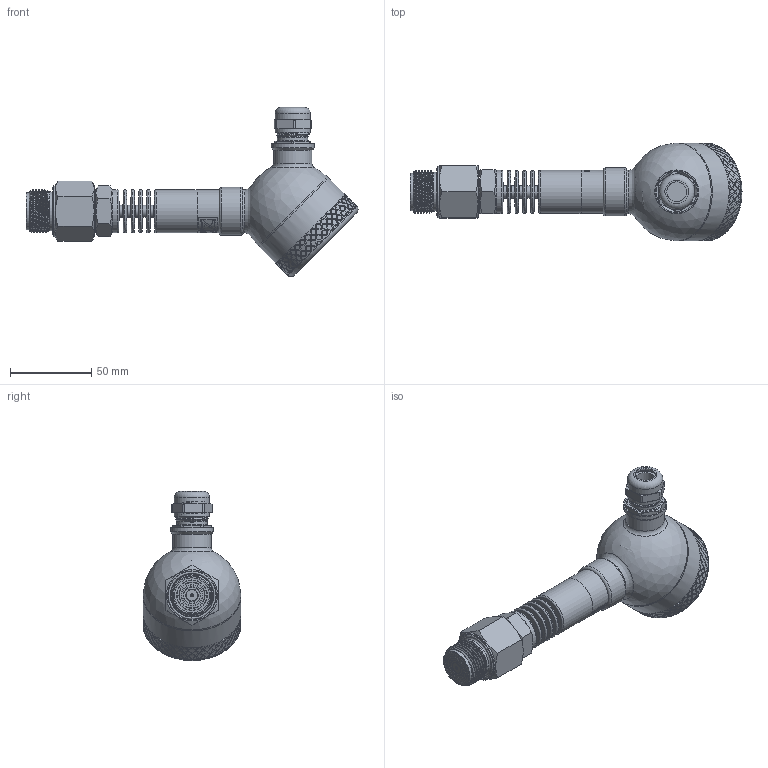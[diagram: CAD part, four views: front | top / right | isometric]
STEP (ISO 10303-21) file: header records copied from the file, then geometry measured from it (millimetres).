
FILE_DESCRIPTION(/* description */ (''),/* implementation_level */ '2;1');
FILE_NAME(/* name */ 'APZ3420mFH_G3''4DIN-flush_radiator_1.step',/* time_stamp */ '2021-07-07T15:48:58+03:00',/* author */ (''),/* organization */ (''),/* preprocessor_version */ 'ST-DEVELOPER v18.1',/* originating_system */ 'Autodesk Translation Framework v10.9.0.1377',/* authorisation */ '');
FILE_SCHEMA (('AUTOMOTIVE_DESIGN { 1 0 10303 214 3 1 1 }'));
Length unit declared in the file: millimetre
Products named in the file (13): АПЗ420М-полевойкорпус-
заполненный; Заполненный полевой 
корпус v13; M20x1,5 steel cable gland v5; Cuerpo GAE.2000.0 Prensaestopas GADI M20x1.5 IP68 Laton; Junta GAE.2000.0 Prensaestopas GADI M20x1.5 IP68 Laton; Tuerca GAE.2000.0 Prensaestopas GADI M20x1.5 IP68 Laton; Brida GAE.2000.0 Prensaestopas GADI M20x1.5 IP68 Laton; Goma GAE.2000.0 Prensaestopas GADI M20x1.5 IP68 Laton; Main body; Cover without display; Adapter M20x1,5; G1\4EN radiator; G3'4DIN diaphragm 23 v6
Assembly tree (11 placements, depth 4):
  АПЗ420М-полевойкорпус-
заполненный
    Заполненный полевой 
корпус v13
      M20x1,5 steel cable gland v5
        Cuerpo GAE.2000.0 Prensaestopas GADI M20x1.5 IP68 Laton
        Junta GAE.2000.0 Prensaestopas GADI M20x1.5 IP68 Laton
        Tuerca GAE.2000.0 Prensaestopas GADI M20x1.5 IP68 Laton
        Brida GAE.2000.0 Prensaestopas GADI M20x1.5 IP68 Laton
        Goma GAE.2000.0 Prensaestopas GADI M20x1.5 IP68 Laton
      Main body
      Cover without display
      Adapter M20x1,5
    G1\4EN radiator
  G3'4DIN diaphragm 23 v6
Bounding box: 204.02 x 60.1 x 103.92 mm (x, y, z)
Volume: 274266.9 mm3; surface area: 57490.8 mm2
Topology: 12 solids, 12 shells, 1732 faces, 4304 edges, 2848 vertices
Faces by surface type: bspline 988, cylinder 338, plane 277, cone 66, torus 62, sphere 1
Full cylindrical faces by diameter (mm): 2 x1, 3.3 x1, 4 x1, 5 x3, 7.5 x5, 8 x1, 9.5 x2, 11 x1, 11.445 x5, 12.3 x2, 13 x1, 13.157 x9, 15 x4, 16 x1, 16.2 x1, 17 x1, 17.15 x1, 18 x4, 18.526 x5, 18.75 x7, 19 x1, 20 x2, 20.203 x5, 20.3 x5, 20.8 x1, 21.6 x1, 21.7 x2, 21.767 x1, 22.4 x1, 23 x1
Entity records: 83362 total; most frequent: CARTESIAN_POINT 50186, ORIENTED_EDGE 8604, EDGE_CURVE 4302, DIRECTION 3443, B_SPLINE_CURVE_WITH_KNOTS 2900, VERTEX_POINT 2848, EDGE_LOOP 2002, FACE_OUTER_BOUND 1732
